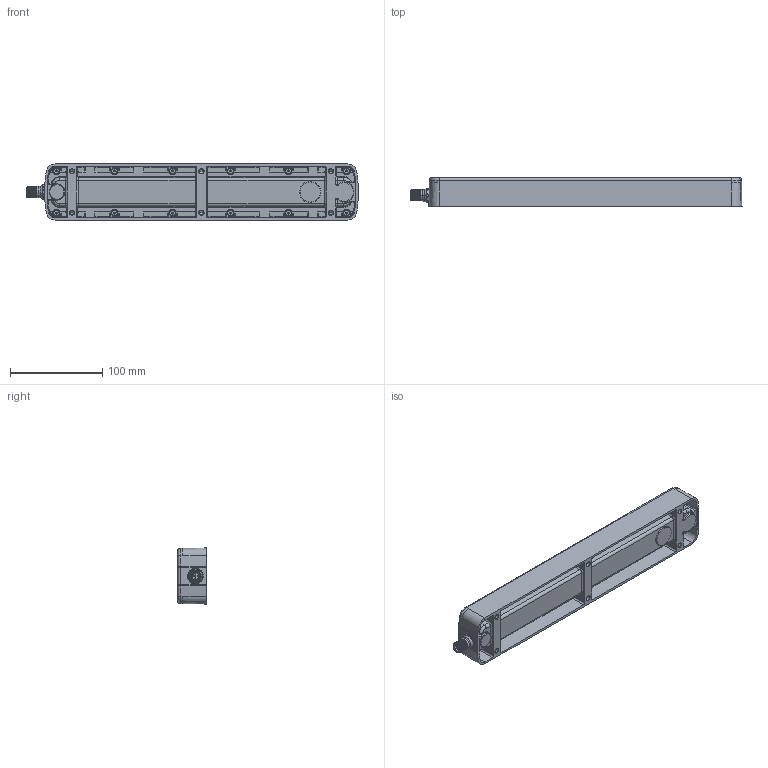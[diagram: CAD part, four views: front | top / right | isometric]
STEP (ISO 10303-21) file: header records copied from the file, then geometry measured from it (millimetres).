
FILE_DESCRIPTION((''),'2;1');
FILE_NAME('238830_SM01_ASM','2024-06-04T10:18:22',('banengservice'),('BANNER ENGINEERING'),'CREO PARAMETRIC BY PTC INC, 2022414','CREO PARAMETRIC BY PTC INC, 2022414','');
FILE_SCHEMA(('CONFIG_CONTROL_DESIGN'));
Length unit declared in the file: millimetre
Products named in the file (2): 238830_EP01; 238830_SM01_ASM
Assembly tree (1 placements, depth 2):
  238830_SM01_ASM
    238830_EP01
Bounding box: 360.39 x 31.3 x 60.89 mm (x, y, z)
Volume: 431923.7 mm3; surface area: 94201.5 mm2
Topology: 2 solids, 2 shells, 1767 faces, 4389 edges, 2687 vertices
Faces by surface type: plane 635, cylinder 555, bspline 368, cone 102, torus 71, sphere 36
Entity records: 81111 total; most frequent: CARTESIAN_POINT 41729, ORIENTED_EDGE 8752, DIRECTION 7429, EDGE_CURVE 4376, VERTEX_POINT 2687, AXIS2_PLACEMENT_3D 2595, VECTOR 2239, LINE 2239
